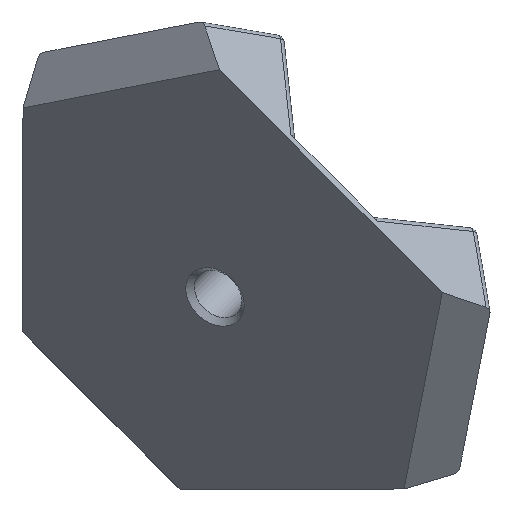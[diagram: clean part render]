
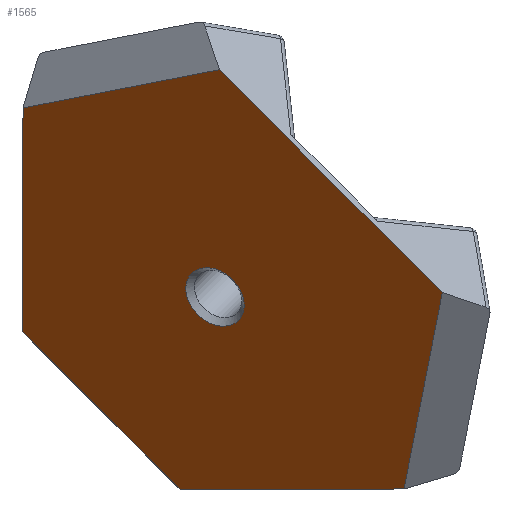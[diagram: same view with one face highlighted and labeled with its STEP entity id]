
A CAD part, front view. The second image highlights one B-rep face of the part: STEP entity #1565.
In plain terms, the highlighted planar face has unit normal (-0.472, -0.745, -0.472).
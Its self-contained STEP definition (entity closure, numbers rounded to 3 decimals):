
#32=FACE_BOUND('',#277,.T.);
#92=PLANE('',#1751);
#181=FACE_OUTER_BOUND('',#276,.T.);
#276=EDGE_LOOP('',(#1356,#1357,#1358,#1359,#1360,#1361));
#277=EDGE_LOOP('',(#1362));
#332=LINE('',#2438,#459);
#334=LINE('',#2442,#461);
#373=LINE('',#2562,#500);
#407=LINE('',#2994,#534);
#411=LINE('',#3003,#538);
#419=LINE('',#3024,#546);
#459=VECTOR('',#1923,1000.);
#461=VECTOR('',#1927,1000.);
#500=VECTOR('',#2060,1000.);
#534=VECTOR('',#2170,1000.);
#538=VECTOR('',#2180,1000.);
#546=VECTOR('',#2204,1000.);
#612=CIRCLE('',#1733,2.1);
#665=VERTEX_POINT('',#2435);
#666=VERTEX_POINT('',#2437);
#667=VERTEX_POINT('',#2441);
#701=VERTEX_POINT('',#2561);
#740=VERTEX_POINT('',#2925);
#744=VERTEX_POINT('',#2981);
#749=VERTEX_POINT('',#2992);
#827=EDGE_CURVE('',#666,#665,#332,.T.);
#829=EDGE_CURVE('',#667,#666,#334,.T.);
#889=EDGE_CURVE('',#701,#667,#373,.T.);
#943=EDGE_CURVE('',#740,#740,#612,.T.);
#958=EDGE_CURVE('',#744,#749,#407,.T.);
#963=EDGE_CURVE('',#665,#744,#411,.T.);
#975=EDGE_CURVE('',#749,#701,#419,.T.);
#1356=ORIENTED_EDGE('',*,*,#958,.T.);
#1357=ORIENTED_EDGE('',*,*,#975,.T.);
#1358=ORIENTED_EDGE('',*,*,#889,.T.);
#1359=ORIENTED_EDGE('',*,*,#829,.T.);
#1360=ORIENTED_EDGE('',*,*,#827,.T.);
#1361=ORIENTED_EDGE('',*,*,#963,.T.);
#1362=ORIENTED_EDGE('',*,*,#943,.T.);
#1565=ADVANCED_FACE('',(#181,#32),#92,.T.);
#1733=AXIS2_PLACEMENT_3D('',#2927,#2148,#2149);
#1751=AXIS2_PLACEMENT_3D('',#3026,#2207,#2208);
#1923=DIRECTION('',(0.844,-0.537,0.004));
#1927=DIRECTION('',(0.707,0.,-0.707));
#2060=DIRECTION('',(-0.004,0.537,-0.844));
#2148=DIRECTION('center_axis',(0.472,0.745,0.472));
#2149=DIRECTION('ref_axis',(0.845,-0.535,0.));
#2170=DIRECTION('',(-0.707,0.,0.707));
#2180=DIRECTION('',(0.153,-0.596,0.788));
#2204=DIRECTION('',(-0.788,0.596,-0.153));
#2207=DIRECTION('center_axis',(-0.472,-0.745,-0.472));
#2208=DIRECTION('ref_axis',(0.845,-0.535,0.));
#2435=CARTESIAN_POINT('',(96.94,56.656,72.838));
#2437=CARTESIAN_POINT('',(82.772,65.671,72.772));
#2438=CARTESIAN_POINT('',(53.357,84.388,72.634));
#2441=CARTESIAN_POINT('',(72.772,65.671,82.772));
#2442=CARTESIAN_POINT('',(77.772,65.671,77.772));
#2561=CARTESIAN_POINT('',(72.838,56.656,96.94));
#2562=CARTESIAN_POINT('',(72.634,84.388,53.357));
#2925=CARTESIAN_POINT('',(84.981,55.415,86.755));
#2927=CARTESIAN_POINT('Origin',(84.981,56.539,84.981));
#2981=CARTESIAN_POINT('',(99.358,47.259,85.256));
#2992=CARTESIAN_POINT('',(85.256,47.259,99.358));
#2994=CARTESIAN_POINT('',(92.307,47.259,92.307));
#3003=CARTESIAN_POINT('',(91.033,79.606,42.509));
#3024=CARTESIAN_POINT('',(42.509,79.606,91.033));
#3026=CARTESIAN_POINT('Origin',(57.697,91.099,57.697));
